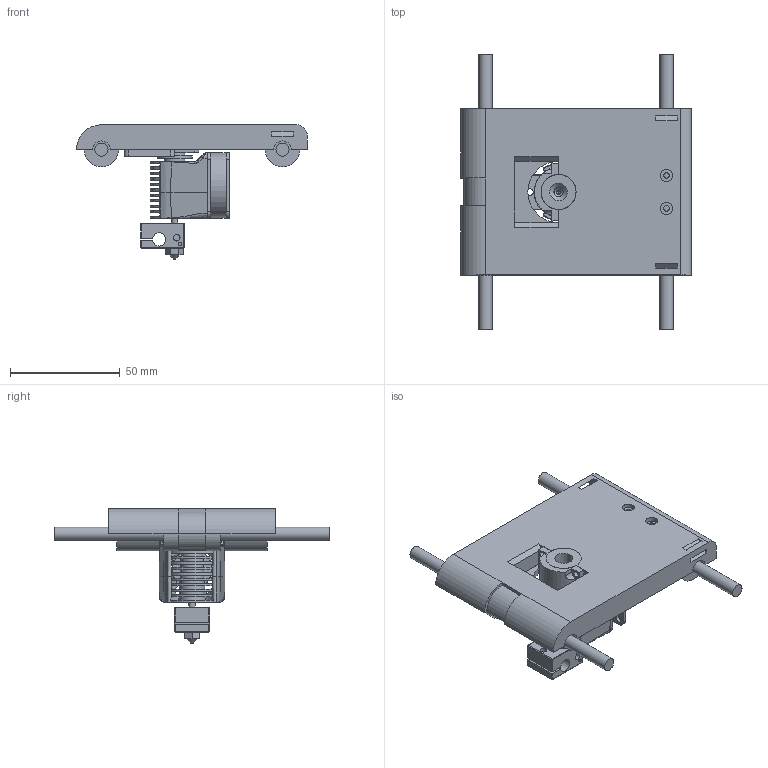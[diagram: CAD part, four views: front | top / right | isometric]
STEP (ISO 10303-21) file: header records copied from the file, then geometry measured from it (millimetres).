
FILE_DESCRIPTION(/* description */ (''),/* implementation_level */ '2;1');
FILE_NAME(/* name */ 'Hotend Mount v19.step',/* time_stamp */ '2024-02-25T19:43:26-05:00',/* author */ (''),/* organization */ (''),/* preprocessor_version */ 'ST-DEVELOPER v20',/* originating_system */ 'Autodesk Translation Framework v12.20.1.177',/* authorisation */ '');
FILE_SCHEMA (('AUTOMOTIVE_DESIGN { 1 0 10303 214 3 1 1 }'));
Length unit declared in the file: millimetre
Products named in the file (18): Hotend Mount; E3D V6 Hotend v1; e3d nozzle (0.4); e3d heaterblock; e3d heat break; e3d heatsink; fanduct; fan duct; fan; fan sub1; fan sub2; Back Rail; Front Rail; Front Slider; Back Slider; Hotend Carrier; Hotend Clamp; Bottom Cover Panel
Assembly tree (17 placements, depth 5):
  Hotend Mount
    E3D V6 Hotend v1
      e3d nozzle (0.4)
      e3d heaterblock
      e3d heat break
      e3d heatsink
      fanduct
        fan duct
        fan
          fan sub1
          fan sub2
    Back Rail
    Front Rail
    Front Slider
    Back Slider
    Hotend Carrier
    Hotend Clamp
    Bottom Cover Panel
Bounding box: 105.33 x 125.55 x 61.3 mm (x, y, z)
Volume: 111801.8 mm3; surface area: 57227.7 mm2
Topology: 14 solids, 14 shells, 448 faces, 1030 edges, 652 vertices
Faces by surface type: plane 223, cylinder 156, bspline 33, cone 24, sphere 8, torus 4
Full cylindrical faces by diameter (mm): 0.4 x1, 1.5 x2, 2 x2, 2.6 x2, 2.8 x17, 3 x5, 3.2 x8, 4.2 x2, 5 x1, 5.5 x2, 6 x6, 7 x2, 8 x1, 9.38 x2, 9.642 x1, 9.904 x1, 10.166 x1, 10.428 x1, 10.69 x1, 10.952 x1, 11.214 x1, 11.476 x1, 11.738 x1, 12 x2, 14.4 x1, 15.7 x2, 15.75 x1, 16 x3, 18 x1, 22.3 x11
Entity records: 17063 total; most frequent: CARTESIAN_POINT 6275, DIRECTION 2172, ORIENTED_EDGE 2044, EDGE_CURVE 1022, AXIS2_PLACEMENT_3D 816, VERTEX_POINT 652, EDGE_LOOP 564, LINE 540
